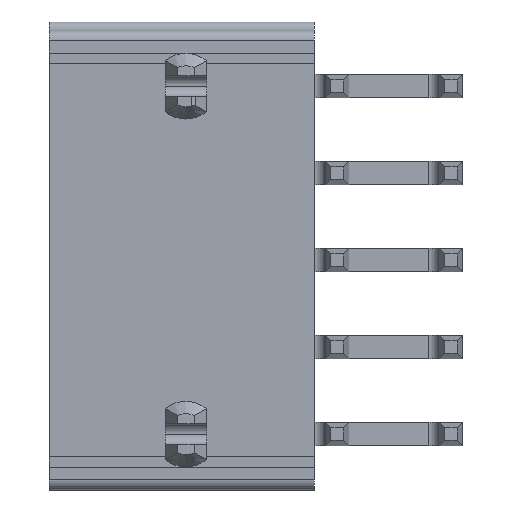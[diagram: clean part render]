
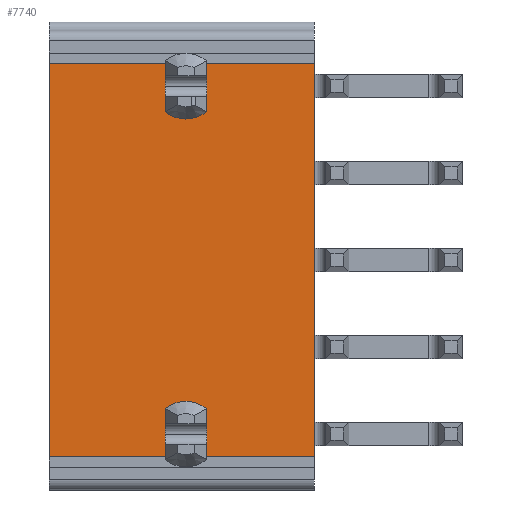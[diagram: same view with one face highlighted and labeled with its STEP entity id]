
A CAD part, left-side view. The second image highlights one B-rep face of the part: STEP entity #7740.
In plain terms, the highlighted planar face has unit normal (-1, 0, 0).
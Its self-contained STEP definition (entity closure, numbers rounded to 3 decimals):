
#88=DIRECTION('',(0.,0.,-1.));
#89=VECTOR('',#88,19.);
#90=CARTESIAN_POINT('',(-4.9,0.,-1.6));
#91=LINE('6652',#90,#89);
#1672=CARTESIAN_POINT('',(-4.9,6.2,-19.5));
#1673=DIRECTION('',(1.,0.,0.));
#1674=DIRECTION('',(0.,0.645,-0.764));
#1675=AXIS2_PLACEMENT_3D('',#1672,#1673,#1674);
#1677=DIRECTION('',(0.,-1.,0.));
#1678=VECTOR('',#1677,5.671);
#1679=CARTESIAN_POINT('',(-4.9,12.8,-20.6));
#1680=LINE('6398',#1679,#1678);
#1681=DIRECTION('',(0.,0.,-1.));
#1682=VECTOR('',#1681,19.);
#1683=CARTESIAN_POINT('',(-4.9,12.8,-1.6));
#1684=LINE('6303',#1683,#1682);
#1685=DIRECTION('',(0.,1.,0.));
#1686=VECTOR('',#1685,5.671);
#1687=CARTESIAN_POINT('',(-4.9,7.129,-1.6));
#1688=LINE('6630',#1687,#1686);
#1689=CARTESIAN_POINT('',(-4.9,6.2,-2.7));
#1690=DIRECTION('',(1.,0.,0.));
#1691=DIRECTION('',(0.,0.694,0.72));
#1692=AXIS2_PLACEMENT_3D('',#1689,#1690,#1691);
#1694=DIRECTION('',(0.,0.,1.));
#1695=VECTOR('',#1694,2.072);
#1696=CARTESIAN_POINT('',(-4.9,7.2,-3.736));
#1697=LINE('6607',#1696,#1695);
#1698=CARTESIAN_POINT('',(-4.9,6.2,-2.7));
#1699=DIRECTION('',(1.,0.,0.));
#1700=DIRECTION('',(0.,0.,-1.));
#1701=AXIS2_PLACEMENT_3D('',#1698,#1699,#1700);
#1703=CARTESIAN_POINT('',(-4.9,6.2,-2.7));
#1704=DIRECTION('',(1.,0.,0.));
#1705=DIRECTION('',(0.,-0.694,-0.72));
#1706=AXIS2_PLACEMENT_3D('',#1703,#1704,#1705);
#1708=DIRECTION('',(0.,0.,-1.));
#1709=VECTOR('',#1708,2.072);
#1710=CARTESIAN_POINT('',(-4.9,5.2,-1.664));
#1711=LINE('6053',#1710,#1709);
#1712=CARTESIAN_POINT('',(-4.9,6.2,-2.7));
#1713=DIRECTION('',(1.,0.,0.));
#1714=DIRECTION('',(0.,-0.645,0.764));
#1715=AXIS2_PLACEMENT_3D('',#1712,#1713,#1714);
#1717=DIRECTION('',(0.,1.,0.));
#1718=VECTOR('',#1717,5.271);
#1719=CARTESIAN_POINT('',(-4.9,0.,-1.6));
#1720=LINE('6161',#1719,#1718);
#1721=DIRECTION('',(0.,-1.,0.));
#1722=VECTOR('',#1721,5.271);
#1723=CARTESIAN_POINT('',(-4.9,5.271,-20.6));
#1724=LINE('6858',#1723,#1722);
#1725=CARTESIAN_POINT('',(-4.9,6.2,-19.5));
#1726=DIRECTION('',(1.,0.,0.));
#1727=DIRECTION('',(0.,-0.694,-0.72));
#1728=AXIS2_PLACEMENT_3D('',#1725,#1726,#1727);
#1730=DIRECTION('',(0.,0.,-1.));
#1731=VECTOR('',#1730,2.072);
#1732=CARTESIAN_POINT('',(-4.9,5.2,-18.464));
#1733=LINE('7334',#1732,#1731);
#1734=CARTESIAN_POINT('',(-4.9,6.2,-19.5));
#1735=DIRECTION('',(1.,0.,0.));
#1736=DIRECTION('',(0.,0.,1.));
#1737=AXIS2_PLACEMENT_3D('',#1734,#1735,#1736);
#1739=CARTESIAN_POINT('',(-4.9,6.2,-19.5));
#1740=DIRECTION('',(1.,0.,0.));
#1741=DIRECTION('',(0.,0.694,0.72));
#1742=AXIS2_PLACEMENT_3D('',#1739,#1740,#1741);
#1744=DIRECTION('',(0.,0.,1.));
#1745=VECTOR('',#1744,2.072);
#1746=CARTESIAN_POINT('',(-4.9,7.2,-20.536));
#1747=LINE('6800',#1746,#1745);
#4068=CARTESIAN_POINT('',(-4.9,5.2,-20.536));
#4070=VERTEX_POINT('',#4068);
#4204=CARTESIAN_POINT('',(-4.9,7.129,-20.6));
#4206=VERTEX_POINT('',#4204);
#4284=CARTESIAN_POINT('',(-4.9,6.2,-18.06));
#4285=CARTESIAN_POINT('',(-4.9,5.2,-18.464));
#4286=VERTEX_POINT('',#4284);
#4287=VERTEX_POINT('',#4285);
#4288=CARTESIAN_POINT('',(-4.9,7.2,-18.464));
#4289=VERTEX_POINT('',#4288);
#4308=CARTESIAN_POINT('',(-4.9,7.2,-1.664));
#4309=CARTESIAN_POINT('',(-4.9,7.129,-1.6));
#4310=VERTEX_POINT('',#4308);
#4311=VERTEX_POINT('',#4309);
#4554=CARTESIAN_POINT('',(-4.9,5.2,-1.664));
#4555=CARTESIAN_POINT('',(-4.9,5.2,-3.736));
#4556=VERTEX_POINT('',#4554);
#4557=VERTEX_POINT('',#4555);
#4615=CARTESIAN_POINT('',(-4.9,7.2,-20.536));
#4617=VERTEX_POINT('',#4615);
#4674=CARTESIAN_POINT('',(-4.9,0.,-1.6));
#4675=CARTESIAN_POINT('',(-4.9,5.271,-1.6));
#4676=VERTEX_POINT('',#4674);
#4677=VERTEX_POINT('',#4675);
#4736=CARTESIAN_POINT('',(-4.9,6.2,-4.14));
#4737=VERTEX_POINT('',#4736);
#4788=CARTESIAN_POINT('',(-4.9,12.8,-1.6));
#4789=CARTESIAN_POINT('',(-4.9,12.8,-20.6));
#4790=VERTEX_POINT('',#4788);
#4791=VERTEX_POINT('',#4789);
#4890=CARTESIAN_POINT('',(-4.9,0.,-20.6));
#4891=VERTEX_POINT('',#4890);
#4963=CARTESIAN_POINT('',(-4.9,5.271,-20.6));
#4964=VERTEX_POINT('',#4963);
#4981=CARTESIAN_POINT('',(-4.9,7.2,-3.736));
#4982=VERTEX_POINT('',#4981);
#7702=CARTESIAN_POINT('',(-4.9,12.8,-21.7));
#7703=DIRECTION('',(1.,0.,0.));
#7704=DIRECTION('',(0.,0.,-1.));
#7705=AXIS2_PLACEMENT_3D('',#7702,#7703,#7704);
#7706=PLANE('7765',#7705);
#7708=ORIENTED_EDGE('6221',*,*,#7707,.F.);
#7710=ORIENTED_EDGE('6398',*,*,#7709,.F.);
#7712=ORIENTED_EDGE('6303',*,*,#7711,.F.);
#7714=ORIENTED_EDGE('6630',*,*,#7713,.F.);
#7715=ORIENTED_EDGE('5880',*,*,#7362,.F.);
#7716=ORIENTED_EDGE('6607',*,*,#7392,.F.);
#7718=ORIENTED_EDGE('6598',*,*,#7717,.F.);
#7720=ORIENTED_EDGE('7081',*,*,#7719,.F.);
#7721=ORIENTED_EDGE('6053',*,*,#7554,.F.);
#7722=ORIENTED_EDGE('7152',*,*,#7370,.F.);
#7724=ORIENTED_EDGE('6161',*,*,#7723,.F.);
#7725=ORIENTED_EDGE('6652',*,*,#5312,.T.);
#7727=ORIENTED_EDGE('6858',*,*,#7726,.F.);
#7729=ORIENTED_EDGE('6668',*,*,#7728,.F.);
#7731=ORIENTED_EDGE('7334',*,*,#7730,.F.);
#7733=ORIENTED_EDGE('5867',*,*,#7732,.F.);
#7735=ORIENTED_EDGE('5868',*,*,#7734,.F.);
#7737=ORIENTED_EDGE('6800',*,*,#7736,.F.);
#7738=EDGE_LOOP('7765',(#7708,#7710,#7712,#7714,#7715,#7716,#7718,#7720,#7721,
#7722,#7724,#7725,#7727,#7729,#7731,#7733,#7735,#7737));
#7739=FACE_OUTER_BOUND('7765',#7738,.F.);
#7740=ADVANCED_FACE('7765',(#7739),#7706,.F.);
#1676=CIRCLE('6221',#1675,1.44);
#1693=CIRCLE('5880',#1692,1.44);
#1702=CIRCLE('6598',#1701,1.44);
#1707=CIRCLE('7081',#1706,1.44);
#1716=CIRCLE('7152',#1715,1.44);
#1729=CIRCLE('6668',#1728,1.44);
#1738=CIRCLE('5867',#1737,1.44);
#1743=CIRCLE('5868',#1742,1.44);
#5312=EDGE_CURVE('6652',#4676,#4891,#91,.T.);
#7362=EDGE_CURVE('5880',#4310,#4311,#1693,.T.);
#7370=EDGE_CURVE('7152',#4677,#4556,#1716,.T.);
#7392=EDGE_CURVE('6607',#4982,#4310,#1697,.T.);
#7554=EDGE_CURVE('6053',#4556,#4557,#1711,.T.);
#7707=EDGE_CURVE('6221',#4206,#4617,#1676,.T.);
#7709=EDGE_CURVE('6398',#4791,#4206,#1680,.T.);
#7711=EDGE_CURVE('6303',#4790,#4791,#1684,.T.);
#7713=EDGE_CURVE('6630',#4311,#4790,#1688,.T.);
#7717=EDGE_CURVE('6598',#4737,#4982,#1702,.T.);
#7719=EDGE_CURVE('7081',#4557,#4737,#1707,.T.);
#7723=EDGE_CURVE('6161',#4676,#4677,#1720,.T.);
#7726=EDGE_CURVE('6858',#4964,#4891,#1724,.T.);
#7728=EDGE_CURVE('6668',#4070,#4964,#1729,.T.);
#7730=EDGE_CURVE('7334',#4287,#4070,#1733,.T.);
#7732=EDGE_CURVE('5867',#4286,#4287,#1738,.T.);
#7734=EDGE_CURVE('5868',#4289,#4286,#1743,.T.);
#7736=EDGE_CURVE('6800',#4617,#4289,#1747,.T.);
